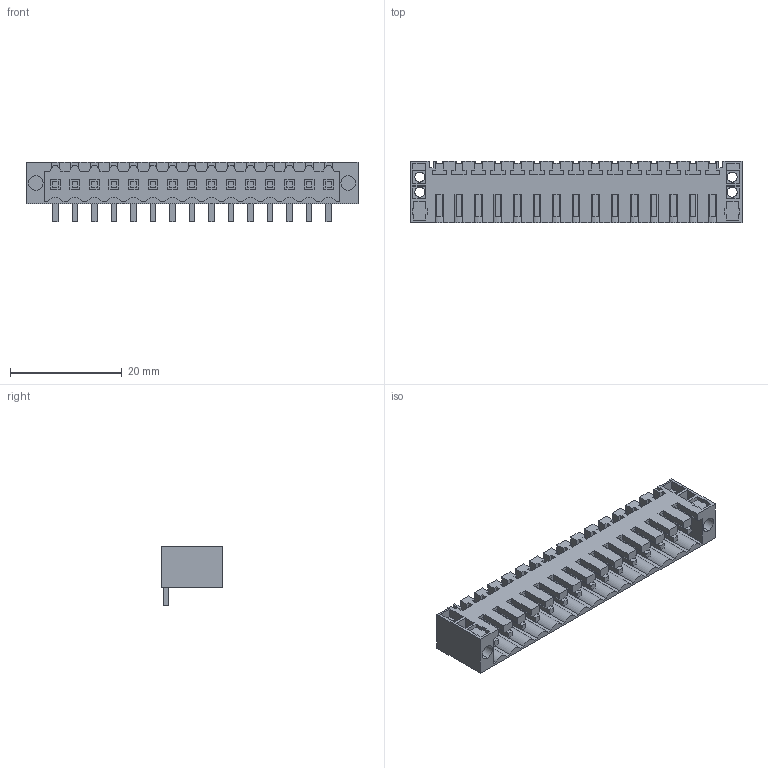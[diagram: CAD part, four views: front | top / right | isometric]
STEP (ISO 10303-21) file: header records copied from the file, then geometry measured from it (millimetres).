
FILE_DESCRIPTION(('CATIA V5 STEP Exchange','CAx-IF Rec.Pracs.--- Model Styling and Organization---1.4--- 2014-01-23'),'2;1');
FILE_NAME ('D1457237_1_1842210000_1842210000.stp','2021-08-12T06:41:08+00:00',('none'),('Weidmueller'),'CATIA Version 5-6 Release 2016 SP3 HF44','CATIA V5 STEP AP214','none');
FILE_SCHEMA(('AUTOMOTIVE_DESIGN { 1 0 10303 214 1 1 1 1 }'));
Length unit declared in the file: millimetre
Products named in the file (1): 1842210000
Bounding box: 59.5 x 11.05 x 10.65 mm (x, y, z)
Volume: 2094.6 mm3; surface area: 5560.5 mm2
Topology: 16 solids, 16 shells, 820 faces, 2468 edges, 1686 vertices
Faces by surface type: plane 789, cylinder 31
Entity records: 25989 total; most frequent: ORIENTED_EDGE 4936, CARTESIAN_POINT 4608, DIRECTION 3238, EDGE_CURVE 2468, VECTOR 2406, LINE 2406, VERTEX_POINT 1686, EDGE_LOOP 870
